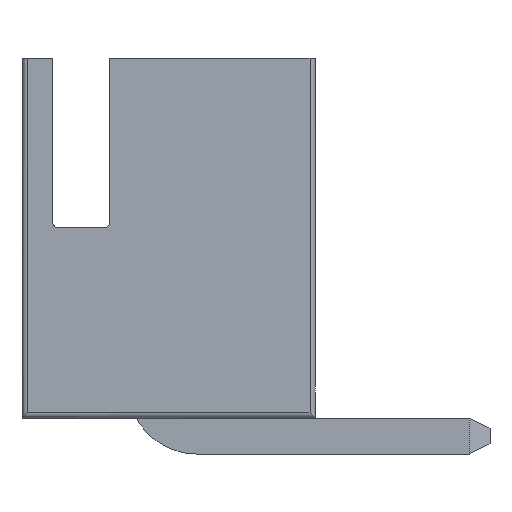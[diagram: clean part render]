
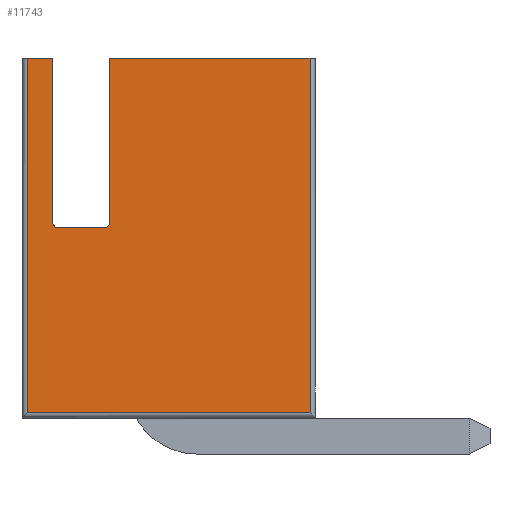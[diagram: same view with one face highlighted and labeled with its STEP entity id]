
A CAD part, left-side view. The second image highlights one B-rep face of the part: STEP entity #11743.
In plain terms, the highlighted planar face has unit normal (-1, 0, 0).
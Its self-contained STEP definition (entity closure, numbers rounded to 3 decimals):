
#215=DIRECTION('',(0.,0.,-1.));
#216=VECTOR('',#215,3.2);
#217=CARTESIAN_POINT('',(-2.5,5.1,7.35));
#218=LINE('',#217,#216);
#296=DIRECTION('',(0.,1.,0.));
#297=VECTOR('',#296,0.5);
#298=CARTESIAN_POINT('',(-2.5,5.1,7.35));
#299=LINE('',#298,#297);
#303=CARTESIAN_POINT('',(-2.5,5.,4.15));
#304=DIRECTION('',(1.,0.,0.));
#305=DIRECTION('',(0.,0.,-1.));
#306=AXIS2_PLACEMENT_3D('',#303,#304,#305);
#311=CARTESIAN_POINT('',(-2.5,4.1,4.15));
#312=DIRECTION('',(1.,0.,0.));
#313=DIRECTION('',(0.,-1.,0.));
#314=AXIS2_PLACEMENT_3D('',#311,#312,#313);
#319=DIRECTION('',(0.,1.,0.));
#320=VECTOR('',#319,3.9);
#321=CARTESIAN_POINT('',(-2.5,0.1,7.35));
#322=LINE('',#321,#320);
#2864=DIRECTION('',(0.,0.,1.));
#2865=VECTOR('',#2864,3.2);
#2866=CARTESIAN_POINT('',(-2.5,4.,4.15));
#2867=LINE('',#2866,#2865);
#2929=DIRECTION('',(0.,-1.,0.));
#2930=VECTOR('',#2929,0.9);
#2931=CARTESIAN_POINT('',(-2.5,5.,4.05));
#2932=LINE('',#2931,#2930);
#4779=DIRECTION('',(0.,0.,-1.));
#4780=VECTOR('',#4779,6.9);
#4781=CARTESIAN_POINT('',(-2.5,0.1,7.35));
#4782=LINE('',#4781,#4780);
#4786=DIRECTION('',(0.,1.,0.));
#4787=VECTOR('',#4786,5.5);
#4788=CARTESIAN_POINT('',(-2.5,0.1,0.45));
#4789=LINE('',#4788,#4787);
#4800=DIRECTION('',(0.,0.,1.));
#4801=VECTOR('',#4800,6.9);
#4802=CARTESIAN_POINT('',(-2.5,5.6,0.45));
#4803=LINE('',#4802,#4801);
#4814=CARTESIAN_POINT('',(-2.5,5.6,0.45));
#9819=CARTESIAN_POINT('',(-2.5,5.,4.05));
#9821=VERTEX_POINT('',#9819);
#9922=VERTEX_POINT('',#4814);
#10025=CARTESIAN_POINT('',(-2.5,5.6,7.35));
#10026=VERTEX_POINT('',#10025);
#10078=CARTESIAN_POINT('',(-2.5,4.1,4.05));
#10080=VERTEX_POINT('',#10078);
#10208=CARTESIAN_POINT('',(-2.5,5.1,7.35));
#10209=VERTEX_POINT('',#10208);
#10340=CARTESIAN_POINT('',(-2.5,0.1,7.35));
#10341=VERTEX_POINT('',#10340);
#10354=CARTESIAN_POINT('',(-2.5,5.1,4.15));
#10355=VERTEX_POINT('',#10354);
#10364=CARTESIAN_POINT('',(-2.5,4.,7.35));
#10365=VERTEX_POINT('',#10364);
#10366=CARTESIAN_POINT('',(-2.5,4.,4.15));
#10367=VERTEX_POINT('',#10366);
#10374=CARTESIAN_POINT('',(-2.5,0.1,0.45));
#10375=VERTEX_POINT('',#10374);
#11717=CARTESIAN_POINT('',(-2.5,5.7,0.35));
#11718=DIRECTION('',(1.,0.,0.));
#11719=DIRECTION('',(0.,0.,-1.));
#11720=AXIS2_PLACEMENT_3D('',#11717,#11718,#11719);
#11721=PLANE('',#11720);
#11723=ORIENTED_EDGE('',*,*,#11722,.F.);
#11724=ORIENTED_EDGE('',*,*,#11675,.T.);
#11726=ORIENTED_EDGE('',*,*,#11725,.F.);
#11728=ORIENTED_EDGE('',*,*,#11727,.T.);
#11730=ORIENTED_EDGE('',*,*,#11729,.F.);
#11732=ORIENTED_EDGE('',*,*,#11731,.T.);
#11734=ORIENTED_EDGE('',*,*,#11733,.F.);
#11736=ORIENTED_EDGE('',*,*,#11735,.T.);
#11738=ORIENTED_EDGE('',*,*,#11737,.T.);
#11740=ORIENTED_EDGE('',*,*,#11739,.T.);
#11741=EDGE_LOOP('',(#11723,#11724,#11726,#11728,#11730,#11732,#11734,#11736,
#11738,#11740));
#11742=FACE_OUTER_BOUND('',#11741,.F.);
#307=CIRCLE('',#306,0.1);
#315=CIRCLE('',#314,0.1);
#11675=EDGE_CURVE('',#10209,#10355,#218,.T.);
#11722=EDGE_CURVE('',#10209,#10026,#299,.T.);
#11725=EDGE_CURVE('',#9821,#10355,#307,.T.);
#11727=EDGE_CURVE('',#9821,#10080,#2932,.T.);
#11729=EDGE_CURVE('',#10367,#10080,#315,.T.);
#11731=EDGE_CURVE('',#10367,#10365,#2867,.T.);
#11733=EDGE_CURVE('',#10341,#10365,#322,.T.);
#11735=EDGE_CURVE('',#10341,#10375,#4782,.T.);
#11737=EDGE_CURVE('',#10375,#9922,#4789,.T.);
#11739=EDGE_CURVE('',#9922,#10026,#4803,.T.);
#11743=ADVANCED_FACE('',(#11742),#11721,.F.);
